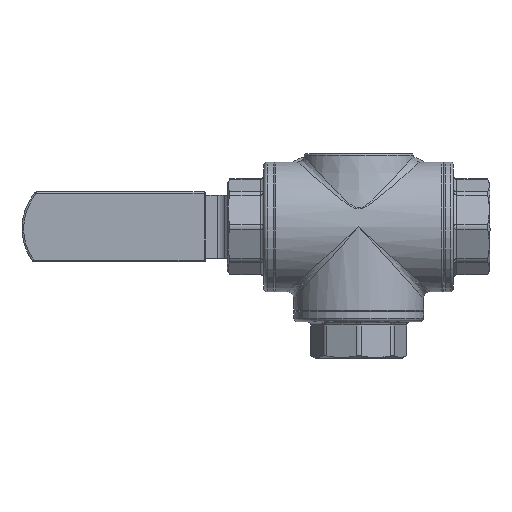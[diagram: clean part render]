
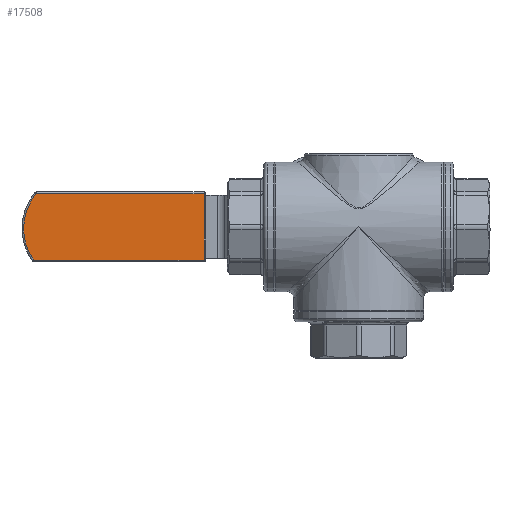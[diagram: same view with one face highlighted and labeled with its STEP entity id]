
A CAD part, front view. The second image highlights one B-rep face of the part: STEP entity #17508.
In plain terms, the highlighted planar face has unit normal (0, -1, 0).
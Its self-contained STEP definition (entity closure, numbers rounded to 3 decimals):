
#380=PLANE('',#18958);
#1493=LINE('',#38192,#2870);
#1494=LINE('',#38195,#2871);
#1495=LINE('',#38197,#2872);
#2870=VECTOR('',#22039,1000.);
#2871=VECTOR('',#22040,1000.);
#2872=VECTOR('',#22041,1000.);
#7476=ORIENTED_EDGE('',*,*,#11609,.T.);
#7477=ORIENTED_EDGE('',*,*,#11610,.T.);
#7478=ORIENTED_EDGE('',*,*,#11611,.T.);
#7479=ORIENTED_EDGE('',*,*,#11612,.T.);
#11609=EDGE_CURVE('',#13790,#13791,#1493,.T.);
#11610=EDGE_CURVE('',#13791,#13792,#1494,.T.);
#11611=EDGE_CURVE('',#13792,#13793,#1495,.T.);
#11612=EDGE_CURVE('',#13793,#13790,#14646,.T.);
#13790=VERTEX_POINT('',#38193);
#13791=VERTEX_POINT('',#38194);
#13792=VERTEX_POINT('',#38196);
#13793=VERTEX_POINT('',#38198);
#14646=CIRCLE('',#18959,16.5);
#15288=EDGE_LOOP('',(#7476,#7477,#7478,#7479));
#16417=FACE_BOUND('',#15288,.T.);
#17508=ADVANCED_FACE('',(#16417),#380,.F.);
#18958=AXIS2_PLACEMENT_3D('',#38191,#22037,#22038);
#18959=AXIS2_PLACEMENT_3D('',#38199,#22042,#22043);
#22037=DIRECTION('',(0.,1.,0.));
#22038=DIRECTION('',(1.,0.,0.));
#22039=DIRECTION('',(1.,0.,0.));
#22040=DIRECTION('',(0.,0.,1.));
#22041=DIRECTION('',(-1.,0.,0.));
#22042=DIRECTION('',(0.,-1.,0.));
#22043=DIRECTION('',(0.,0.,1.));
#38191=CARTESIAN_POINT('',(-46.,66.17,10.5));
#38192=CARTESIAN_POINT('',(-46.,66.17,-10.));
#38193=CARTESIAN_POINT('',(-97.743,66.17,-10.));
#38194=CARTESIAN_POINT('',(-46.5,66.17,-10.));
#38195=CARTESIAN_POINT('',(-46.5,66.17,10.5));
#38196=CARTESIAN_POINT('',(-46.5,66.17,10.));
#38197=CARTESIAN_POINT('',(-46.,66.17,10.));
#38198=CARTESIAN_POINT('',(-97.011,66.17,10.));
#38199=CARTESIAN_POINT('',(-84.267,66.17,-0.48));
